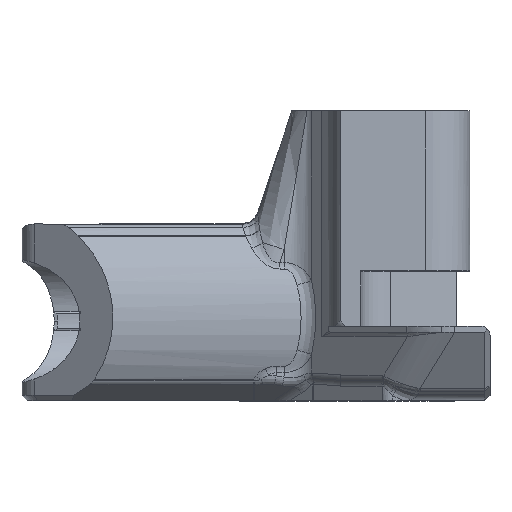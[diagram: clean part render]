
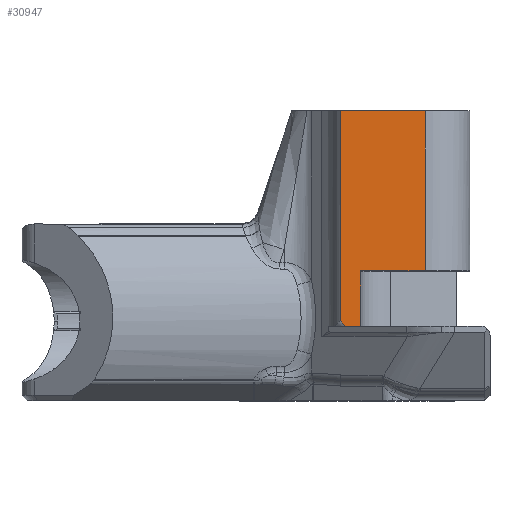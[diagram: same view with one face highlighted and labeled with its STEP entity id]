
A CAD part, top view. The second image highlights one B-rep face of the part: STEP entity #30947.
In plain terms, the highlighted planar face has unit normal (0, 0, 1).
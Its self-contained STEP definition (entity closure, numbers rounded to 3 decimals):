
#1708=DIRECTION('',(1.,0.,0.));
#1709=VECTOR('',#1708,8.017);
#1710=CARTESIAN_POINT('',(-18.017,27.28,90.041));
#1711=LINE('',#1710,#1709);
#10905=DIRECTION('',(0.,1.,0.));
#10906=VECTOR('',#10905,19.78);
#10907=CARTESIAN_POINT('',(-18.017,7.5,90.041));
#10908=LINE('',#10907,#10906);
#10909=DIRECTION('',(0.,1.,0.));
#10910=VECTOR('',#10909,3.487);
#10911=CARTESIAN_POINT('',(-10.,23.793,90.041));
#10912=LINE('',#10911,#10910);
#10913=DIRECTION('',(0.,-1.,0.));
#10914=VECTOR('',#10913,11.45);
#10915=CARTESIAN_POINT('',(-10.05,23.65,90.041));
#10916=LINE('',#10915,#10914);
#10917=DIRECTION('',(-1.,0.,0.));
#10918=VECTOR('',#10917,6.077);
#10919=CARTESIAN_POINT('',(-10.05,12.2,90.041));
#10920=LINE('',#10919,#10918);
#10921=DIRECTION('',(1.,0.,0.));
#10922=VECTOR('',#10921,1.391);
#10923=CARTESIAN_POINT('',(-17.517,7.,90.041));
#10924=LINE('',#10923,#10922);
#10942=DIRECTION('',(0.,1.,0.));
#10943=VECTOR('',#10942,5.2);
#10944=CARTESIAN_POINT('',(-16.127,7.,90.041));
#10945=LINE('',#10944,#10943);
#12007=DIRECTION('',(-0.33,-0.944,0.));
#12008=VECTOR('',#12007,0.152);
#12009=CARTESIAN_POINT('',(-10.,23.793,90.041));
#12010=LINE('',#12009,#12008);
#12028=DIRECTION('',(0.707,-0.707,0.));
#12029=VECTOR('',#12028,0.707);
#12030=CARTESIAN_POINT('',(-18.017,7.5,90.041));
#12031=LINE('',#12030,#12029);
#12816=CARTESIAN_POINT('',(-18.017,27.28,90.041));
#12818=VERTEX_POINT('',#12816);
#12819=CARTESIAN_POINT('',(-18.017,7.5,90.041));
#12820=VERTEX_POINT('',#12819);
#12825=CARTESIAN_POINT('',(-10.05,23.65,90.041));
#12827=VERTEX_POINT('',#12825);
#12859=CARTESIAN_POINT('',(-10.,23.793,90.041));
#12860=CARTESIAN_POINT('',(-10.,27.28,90.041));
#12861=VERTEX_POINT('',#12859);
#12862=VERTEX_POINT('',#12860);
#12867=CARTESIAN_POINT('',(-10.05,12.2,90.041));
#12868=VERTEX_POINT('',#12867);
#12869=CARTESIAN_POINT('',(-16.127,12.2,90.041));
#12870=VERTEX_POINT('',#12869);
#12881=CARTESIAN_POINT('',(-17.517,7.,90.041));
#12882=VERTEX_POINT('',#12881);
#13874=CARTESIAN_POINT('',(-16.127,7.,90.041));
#13875=VERTEX_POINT('',#13874);
#30924=CARTESIAN_POINT('',(-36.124,7.,90.041));
#30925=DIRECTION('',(0.,0.,-1.));
#30926=DIRECTION('',(1.,0.,0.));
#30927=AXIS2_PLACEMENT_3D('',#30924,#30925,#30926);
#30928=PLANE('',#30927);
#30930=ORIENTED_EDGE('',*,*,#30929,.F.);
#30932=ORIENTED_EDGE('',*,*,#30931,.F.);
#30933=ORIENTED_EDGE('',*,*,#30915,.T.);
#30934=ORIENTED_EDGE('',*,*,#17021,.T.);
#30936=ORIENTED_EDGE('',*,*,#30935,.F.);
#30938=ORIENTED_EDGE('',*,*,#30937,.T.);
#30940=ORIENTED_EDGE('',*,*,#30939,.T.);
#30942=ORIENTED_EDGE('',*,*,#30941,.T.);
#30944=ORIENTED_EDGE('',*,*,#30943,.F.);
#30945=EDGE_LOOP('',(#30930,#30932,#30933,#30934,#30936,#30938,#30940,#30942,
#30944));
#30946=FACE_OUTER_BOUND('',#30945,.F.);
#30947=ADVANCED_FACE('',(#30946),#30928,.F.);
#17021=EDGE_CURVE('',#12818,#12862,#1711,.T.);
#30915=EDGE_CURVE('',#12820,#12818,#10908,.T.);
#30929=EDGE_CURVE('',#12882,#13875,#10924,.T.);
#30931=EDGE_CURVE('',#12820,#12882,#12031,.T.);
#30935=EDGE_CURVE('',#12861,#12862,#10912,.T.);
#30937=EDGE_CURVE('',#12861,#12827,#12010,.T.);
#30939=EDGE_CURVE('',#12827,#12868,#10916,.T.);
#30941=EDGE_CURVE('',#12868,#12870,#10920,.T.);
#30943=EDGE_CURVE('',#13875,#12870,#10945,.T.);
